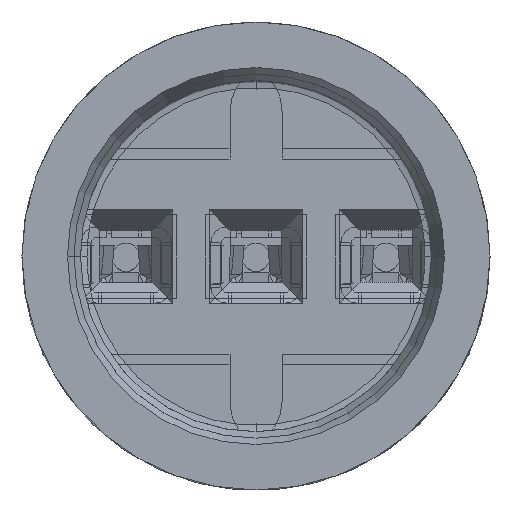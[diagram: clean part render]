
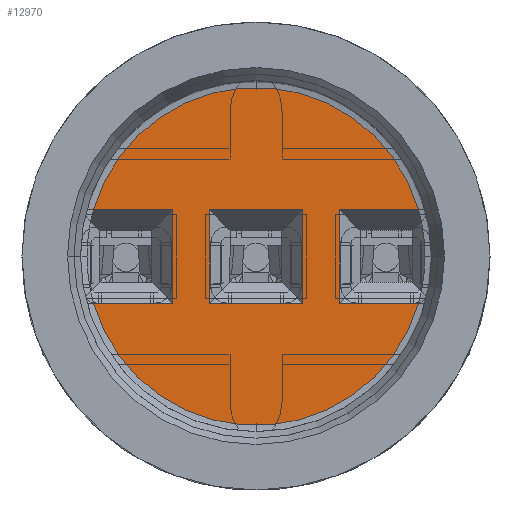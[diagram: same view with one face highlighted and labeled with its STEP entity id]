
A CAD part, top view. The second image highlights one B-rep face of the part: STEP entity #12970.
In plain terms, the highlighted planar face has unit normal (0, 0, 1).
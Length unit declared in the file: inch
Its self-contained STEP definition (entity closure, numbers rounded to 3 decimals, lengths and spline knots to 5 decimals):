
#328 = VECTOR ( 'NONE', #17648, 39.37008 ) ;
#1298 = EDGE_CURVE ( 'NONE', #22464, #6198, #10827, .T. ) ;
#1556 = CARTESIAN_POINT ( 'NONE',  ( -0.036, 0.036, -0.2 ) ) ;
#1585 = CARTESIAN_POINT ( 'NONE',  ( 0.064, 0.036, -0.2 ) ) ;
#2046 = VERTEX_POINT ( 'NONE', #11223 ) ;
#2174 = ORIENTED_EDGE ( 'NONE', *, *, #8595, .F. ) ;
#2267 = ORIENTED_EDGE ( 'NONE', *, *, #5147, .F. ) ;
#2539 = ORIENTED_EDGE ( 'NONE', *, *, #1298, .F. ) ;
#2727 = CARTESIAN_POINT ( 'NONE',  ( 0.12492, -0.036, -0.2 ) ) ;
#3001 = DIRECTION ( 'NONE',  ( 0., -1., 0. ) ) ;
#3216 = CARTESIAN_POINT ( 'NONE',  ( 0.064, -0.036, -0.2 ) ) ;
#3393 = ORIENTED_EDGE ( 'NONE', *, *, #4021, .F. ) ;
#3744 = DIRECTION ( 'NONE',  ( 0., -1., 0. ) ) ;
#3772 = DIRECTION ( 'NONE',  ( -1., 0., 0. ) ) ;
#4021 = EDGE_CURVE ( 'NONE', #8717, #7159, #19836, .T. ) ;
#4696 = CARTESIAN_POINT ( 'NONE',  ( -0.036, -0.036, -0.2 ) ) ;
#5147 = EDGE_CURVE ( 'NONE', #14210, #8717, #17780, .T. ) ;
#5173 = VECTOR ( 'NONE', #7388, 39.37008 ) ;
#5193 = VECTOR ( 'NONE', #26323, 39.37008 ) ;
#5277 = DIRECTION ( 'NONE',  ( 1., 0., 0. ) ) ;
#5481 = VERTEX_POINT ( 'NONE', #4696 ) ;
#6198 = VERTEX_POINT ( 'NONE', #12729 ) ;
#6704 = PLANE ( 'NONE',  #17997 ) ;
#7159 = VERTEX_POINT ( 'NONE', #11820 ) ;
#7388 = DIRECTION ( 'NONE',  ( -1., 0., 0. ) ) ;
#7646 = EDGE_CURVE ( 'NONE', #22378, #2046, #22944, .T. ) ;
#7899 = VECTOR ( 'NONE', #3001, 39.37008 ) ;
#8595 = EDGE_CURVE ( 'NONE', #16406, #17675, #10138, .T. ) ;
#8717 = VERTEX_POINT ( 'NONE', #22404 ) ;
#9262 = CIRCLE ( 'NONE', #24370, 0.13 ) ;
#9388 = EDGE_LOOP ( 'NONE', ( #2267, #11309, #2174, #9468, #13471, #23883, #25759, #3393 ) ) ;
#9468 = ORIENTED_EDGE ( 'NONE', *, *, #19244, .F. ) ;
#9486 = DIRECTION ( 'NONE',  ( 0., 0., -1. ) ) ;
#9876 = FACE_OUTER_BOUND ( 'NONE', #9388, .T. ) ;
#10138 = LINE ( 'NONE', #20097, #5173 ) ;
#10535 = DIRECTION ( 'NONE',  ( 0., 0., -1. ) ) ;
#10827 = LINE ( 'NONE', #11504, #5193 ) ;
#10935 = EDGE_CURVE ( 'NONE', #2046, #17340, #16674, .T. ) ;
#10936 = VERTEX_POINT ( 'NONE', #15212 ) ;
#10962 = DIRECTION ( 'NONE',  ( 0., 0., -1. ) ) ;
#11199 = VECTOR ( 'NONE', #11597, 39.37008 ) ;
#11223 = CARTESIAN_POINT ( 'NONE',  ( -0.12492, -0.036, -0.2 ) ) ;
#11309 = ORIENTED_EDGE ( 'NONE', *, *, #22207, .F. ) ;
#11344 = CARTESIAN_POINT ( 'NONE',  ( -0.064, 0.036, -0.2 ) ) ;
#11504 = CARTESIAN_POINT ( 'NONE',  ( -0.036, 0.036, -0.2 ) ) ;
#11597 = DIRECTION ( 'NONE',  ( 1., 0., 0. ) ) ;
#11615 = ORIENTED_EDGE ( 'NONE', *, *, #15204, .F. ) ;
#11652 = LINE ( 'NONE', #11344, #328 ) ;
#11820 = CARTESIAN_POINT ( 'NONE',  ( 0.064, -0.036, -0.2 ) ) ;
#12235 = VECTOR ( 'NONE', #3744, 39.37008 ) ;
#12383 = LINE ( 'NONE', #13524, #23008 ) ;
#12729 = CARTESIAN_POINT ( 'NONE',  ( -0.036, 0.036, -0.2 ) ) ;
#12970 = ADVANCED_FACE ( 'NONE', ( #19822, #9876 ), #6704, .F. ) ;
#13471 = ORIENTED_EDGE ( 'NONE', *, *, #10935, .F. ) ;
#13524 = CARTESIAN_POINT ( 'NONE',  ( 0.036, 0.036, -0.2 ) ) ;
#14210 = VERTEX_POINT ( 'NONE', #16007 ) ;
#15117 = CARTESIAN_POINT ( 'NONE',  ( -0.136, -0.036, -0.2 ) ) ;
#15204 = EDGE_CURVE ( 'NONE', #10936, #22464, #12383, .T. ) ;
#15212 = CARTESIAN_POINT ( 'NONE',  ( 0.036, -0.036, -0.2 ) ) ;
#15688 = DIRECTION ( 'NONE',  ( 0., 1., 0. ) ) ;
#16007 = CARTESIAN_POINT ( 'NONE',  ( 0.12492, 0.036, -0.2 ) ) ;
#16406 = VERTEX_POINT ( 'NONE', #23548 ) ;
#16416 = CARTESIAN_POINT ( 'NONE',  ( -0.12492, 0.036, -0.2 ) ) ;
#16674 = LINE ( 'NONE', #15117, #27287 ) ;
#16838 = LINE ( 'NONE', #17899, #11199 ) ;
#16997 = ORIENTED_EDGE ( 'NONE', *, *, #21065, .F. ) ;
#17130 = VECTOR ( 'NONE', #3772, 39.37008 ) ;
#17340 = VERTEX_POINT ( 'NONE', #25802 ) ;
#17502 = ORIENTED_EDGE ( 'NONE', *, *, #23033, .F. ) ;
#17648 = DIRECTION ( 'NONE',  ( 0., 1., 0. ) ) ;
#17675 = VERTEX_POINT ( 'NONE', #16416 ) ;
#17774 = AXIS2_PLACEMENT_3D ( 'NONE', #22176, #9486, #24300 ) ;
#17780 = LINE ( 'NONE', #1585, #17130 ) ;
#17839 = CARTESIAN_POINT ( 'NONE',  ( 0.064, 0.036, -0.2 ) ) ;
#17899 = CARTESIAN_POINT ( 'NONE',  ( -0.036, -0.036, -0.2 ) ) ;
#17970 = EDGE_CURVE ( 'NONE', #7159, #22378, #24316, .T. ) ;
#17997 = AXIS2_PLACEMENT_3D ( 'NONE', #21533, #10962, #25797 ) ;
#18541 = LINE ( 'NONE', #1556, #12235 ) ;
#19244 = EDGE_CURVE ( 'NONE', #17340, #16406, #11652, .T. ) ;
#19803 = CARTESIAN_POINT ( 'NONE',  ( 0.036, 0.036, -0.2 ) ) ;
#19822 = FACE_BOUND ( 'NONE', #23847, .T. ) ;
#19836 = LINE ( 'NONE', #17839, #7899 ) ;
#20097 = CARTESIAN_POINT ( 'NONE',  ( -0.136, 0.036, -0.2 ) ) ;
#21065 = EDGE_CURVE ( 'NONE', #6198, #5481, #18541, .T. ) ;
#21533 = CARTESIAN_POINT ( 'NONE',  ( 0., 0., -0.2 ) ) ;
#22176 = CARTESIAN_POINT ( 'NONE',  ( 0., 0., -0.2 ) ) ;
#22207 = EDGE_CURVE ( 'NONE', #17675, #14210, #9262, .T. ) ;
#22378 = VERTEX_POINT ( 'NONE', #2727 ) ;
#22404 = CARTESIAN_POINT ( 'NONE',  ( 0.064, 0.036, -0.2 ) ) ;
#22464 = VERTEX_POINT ( 'NONE', #19803 ) ;
#22944 = CIRCLE ( 'NONE', #17774, 0.13 ) ;
#23008 = VECTOR ( 'NONE', #15688, 39.37008 ) ;
#23033 = EDGE_CURVE ( 'NONE', #5481, #10936, #16838, .T. ) ;
#23244 = CARTESIAN_POINT ( 'NONE',  ( 0., 0., -0.2 ) ) ;
#23548 = CARTESIAN_POINT ( 'NONE',  ( -0.064, 0.036, -0.2 ) ) ;
#23649 = DIRECTION ( 'NONE',  ( 1., 0., 0. ) ) ;
#23674 = VECTOR ( 'NONE', #5277, 39.37008 ) ;
#23847 = EDGE_LOOP ( 'NONE', ( #16997, #2539, #11615, #17502 ) ) ;
#23883 = ORIENTED_EDGE ( 'NONE', *, *, #7646, .F. ) ;
#24300 = DIRECTION ( 'NONE',  ( -1., 0., 0. ) ) ;
#24316 = LINE ( 'NONE', #3216, #23674 ) ;
#24370 = AXIS2_PLACEMENT_3D ( 'NONE', #23244, #10535, #25376 ) ;
#25376 = DIRECTION ( 'NONE',  ( -1., 0., 0. ) ) ;
#25759 = ORIENTED_EDGE ( 'NONE', *, *, #17970, .F. ) ;
#25797 = DIRECTION ( 'NONE',  ( -1., 0., 0. ) ) ;
#25802 = CARTESIAN_POINT ( 'NONE',  ( -0.064, -0.036, -0.2 ) ) ;
#26323 = DIRECTION ( 'NONE',  ( -1., 0., 0. ) ) ;
#27287 = VECTOR ( 'NONE', #23649, 39.37008 ) ;
